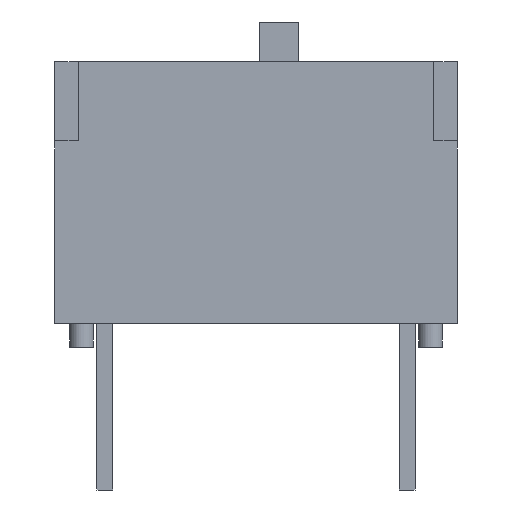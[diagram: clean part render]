
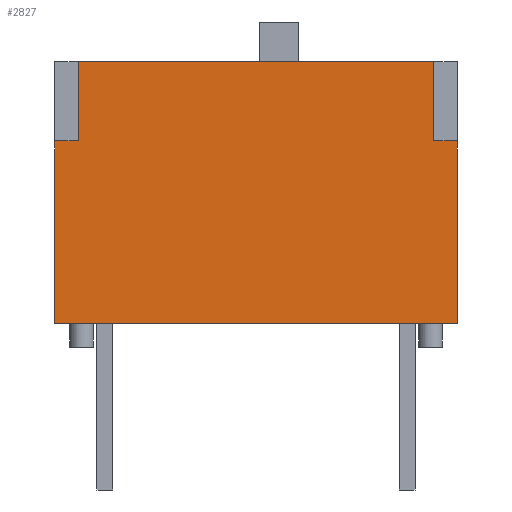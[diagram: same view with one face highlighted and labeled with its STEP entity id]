
A CAD part, front view. The second image highlights one B-rep face of the part: STEP entity #2827.
In plain terms, the highlighted planar face has unit normal (0, -1, 0).
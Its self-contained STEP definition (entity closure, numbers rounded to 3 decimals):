
#2647=CARTESIAN_POINT('',(5.08,-2.5,5.2));
#2648=VERTEX_POINT('',#2647);
#2655=CARTESIAN_POINT('',(5.08,-2.5,0.6));
#2656=VERTEX_POINT('',#2655);
#2657=CARTESIAN_POINT('',(5.08,-2.5,0.6));
#2658=DIRECTION('',(0.0,0.0,1.0));
#2659=VECTOR('',#2658,4.6);
#2660=LINE('',#2657,#2659);
#2661=EDGE_CURVE('',#2656,#2648,#2660,.T.);
#2748=CARTESIAN_POINT('',(-5.08,-2.5,5.2));
#2749=VERTEX_POINT('',#2748);
#2757=CARTESIAN_POINT('',(-5.08,-2.5,0.6));
#2758=VERTEX_POINT('',#2757);
#2765=CARTESIAN_POINT('',(-5.08,-2.5,0.6));
#2766=DIRECTION('',(0.0,0.0,1.0));
#2767=VECTOR('',#2766,4.6);
#2768=LINE('',#2765,#2767);
#2769=EDGE_CURVE('',#2758,#2749,#2768,.T.);
#2774=CARTESIAN_POINT('',(5.08,-2.5,0.0));
#2775=DIRECTION('',(0.0,-1.0,0.0));
#2776=DIRECTION('',(0.0,0.0,-1.0));
#2777=AXIS2_PLACEMENT_3D('',#2774,#2775,#2776);
#2778=PLANE('',#2777);
#2779=CARTESIAN_POINT('',(4.48,-2.5,5.2));
#2780=VERTEX_POINT('',#2779);
#2781=CARTESIAN_POINT('',(5.08,-2.5,5.2));
#2782=DIRECTION('',(-1.0,0.0,0.0));
#2783=VECTOR('',#2782,0.6);
#2784=LINE('',#2781,#2783);
#2785=EDGE_CURVE('',#2648,#2780,#2784,.T.);
#2786=ORIENTED_EDGE('',*,*,#2785,.T.);
#2787=CARTESIAN_POINT('',(4.48,-2.5,7.2));
#2788=VERTEX_POINT('',#2787);
#2789=CARTESIAN_POINT('',(4.48,-2.5,5.2));
#2790=DIRECTION('',(0.0,0.0,1.0));
#2791=VECTOR('',#2790,2.0);
#2792=LINE('',#2789,#2791);
#2793=EDGE_CURVE('',#2780,#2788,#2792,.T.);
#2794=ORIENTED_EDGE('',*,*,#2793,.T.);
#2795=CARTESIAN_POINT('',(-4.48,-2.5,7.2));
#2796=VERTEX_POINT('',#2795);
#2797=CARTESIAN_POINT('',(4.48,-2.5,7.2));
#2798=DIRECTION('',(-1.0,0.0,0.0));
#2799=VECTOR('',#2798,8.96);
#2800=LINE('',#2797,#2799);
#2801=EDGE_CURVE('',#2788,#2796,#2800,.T.);
#2802=ORIENTED_EDGE('',*,*,#2801,.T.);
#2803=CARTESIAN_POINT('',(-4.48,-2.5,5.2));
#2804=VERTEX_POINT('',#2803);
#2805=CARTESIAN_POINT('',(-4.48,-2.5,7.2));
#2806=DIRECTION('',(0.0,0.0,-1.0));
#2807=VECTOR('',#2806,2.0);
#2808=LINE('',#2805,#2807);
#2809=EDGE_CURVE('',#2796,#2804,#2808,.T.);
#2810=ORIENTED_EDGE('',*,*,#2809,.T.);
#2811=CARTESIAN_POINT('',(-4.48,-2.5,5.2));
#2812=DIRECTION('',(-1.0,0.0,0.0));
#2813=VECTOR('',#2812,0.6);
#2814=LINE('',#2811,#2813);
#2815=EDGE_CURVE('',#2804,#2749,#2814,.T.);
#2816=ORIENTED_EDGE('',*,*,#2815,.T.);
#2817=ORIENTED_EDGE('',*,*,#2769,.F.);
#2818=CARTESIAN_POINT('',(-5.08,-2.5,0.6));
#2819=DIRECTION('',(1.0,0.0,0.0));
#2820=VECTOR('',#2819,10.16);
#2821=LINE('',#2818,#2820);
#2822=EDGE_CURVE('',#2758,#2656,#2821,.T.);
#2823=ORIENTED_EDGE('',*,*,#2822,.T.);
#2824=ORIENTED_EDGE('',*,*,#2661,.T.);
#2825=EDGE_LOOP('',(#2786,#2794,#2802,#2810,#2816,#2817,#2823,#2824));
#2826=FACE_OUTER_BOUND('',#2825,.T.);
#2827=ADVANCED_FACE('',(#2826),#2778,.T.);
